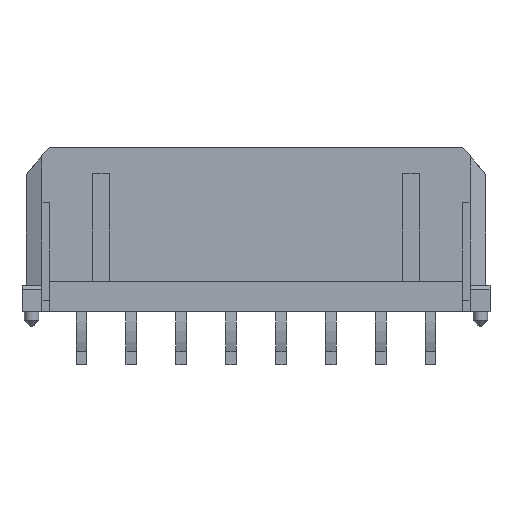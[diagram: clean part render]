
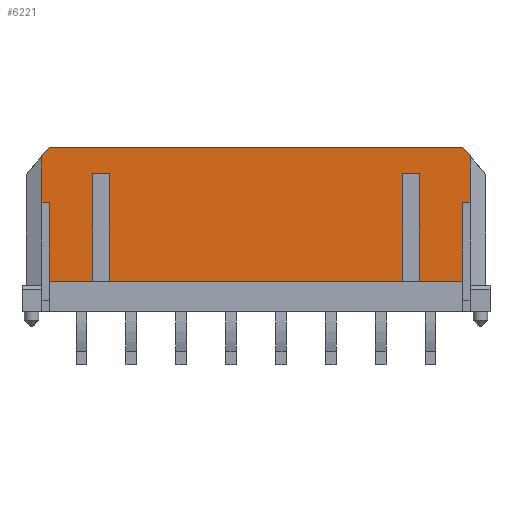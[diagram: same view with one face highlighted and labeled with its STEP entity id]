
A CAD part, front view. The second image highlights one B-rep face of the part: STEP entity #6221.
In plain terms, the highlighted planar face has unit normal (0, -1, 0).
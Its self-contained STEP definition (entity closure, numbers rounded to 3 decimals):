
#437=DIRECTION('',(1.,0.,0.));
#438=VECTOR('',#437,24.881);
#439=CARTESIAN_POINT('',(-12.44,-3.43,4.955));
#440=LINE('',#439,#438);
#797=DIRECTION('',(0.,0.,1.));
#798=VECTOR('',#797,2.822);
#799=CARTESIAN_POINT('',(12.875,-3.43,1.615));
#800=LINE('',#799,#798);
#801=DIRECTION('',(-1.,0.,0.));
#802=VECTOR('',#801,0.45);
#803=CARTESIAN_POINT('',(12.875,-3.43,1.615));
#804=LINE('',#803,#802);
#805=DIRECTION('',(0.,0.,1.));
#806=VECTOR('',#805,4.72);
#807=CARTESIAN_POINT('',(12.425,-3.43,-3.105));
#808=LINE('',#807,#806);
#809=DIRECTION('',(-1.,0.,0.));
#810=VECTOR('',#809,2.6);
#811=CARTESIAN_POINT('',(12.425,-3.43,-3.105));
#812=LINE('',#811,#810);
#813=DIRECTION('',(0.,0.,1.));
#814=VECTOR('',#813,6.46);
#815=CARTESIAN_POINT('',(9.825,-3.43,-3.105));
#816=LINE('',#815,#814);
#817=DIRECTION('',(-1.,0.,0.));
#818=VECTOR('',#817,1.);
#819=CARTESIAN_POINT('',(9.825,-3.43,3.355));
#820=LINE('',#819,#818);
#821=DIRECTION('',(0.,0.,1.));
#822=VECTOR('',#821,6.46);
#823=CARTESIAN_POINT('',(8.825,-3.43,-3.105));
#824=LINE('',#823,#822);
#825=DIRECTION('',(-1.,0.,0.));
#826=VECTOR('',#825,17.65);
#827=CARTESIAN_POINT('',(8.825,-3.43,-3.105));
#828=LINE('',#827,#826);
#829=DIRECTION('',(0.,0.,1.));
#830=VECTOR('',#829,6.46);
#831=CARTESIAN_POINT('',(-8.825,-3.43,-3.105));
#832=LINE('',#831,#830);
#833=DIRECTION('',(-1.,0.,0.));
#834=VECTOR('',#833,1.);
#835=CARTESIAN_POINT('',(-8.825,-3.43,3.355));
#836=LINE('',#835,#834);
#837=DIRECTION('',(0.,0.,1.));
#838=VECTOR('',#837,6.46);
#839=CARTESIAN_POINT('',(-9.825,-3.43,-3.105));
#840=LINE('',#839,#838);
#841=DIRECTION('',(-1.,0.,0.));
#842=VECTOR('',#841,2.6);
#843=CARTESIAN_POINT('',(-9.825,-3.43,-3.105));
#844=LINE('',#843,#842);
#845=DIRECTION('',(0.,0.,1.));
#846=VECTOR('',#845,4.72);
#847=CARTESIAN_POINT('',(-12.425,-3.43,-3.105));
#848=LINE('',#847,#846);
#849=DIRECTION('',(-1.,0.,0.));
#850=VECTOR('',#849,0.45);
#851=CARTESIAN_POINT('',(-12.425,-3.43,1.615));
#852=LINE('',#851,#850);
#853=DIRECTION('',(0.,0.,1.));
#854=VECTOR('',#853,2.822);
#855=CARTESIAN_POINT('',(-12.875,-3.43,1.615));
#856=LINE('',#855,#854);
#857=DIRECTION('',(0.643,0.,0.766));
#858=VECTOR('',#857,0.676);
#859=CARTESIAN_POINT('',(-12.875,-3.43,4.437));
#860=LINE('',#859,#858);
#861=DIRECTION('',(0.643,0.,-0.766));
#862=VECTOR('',#861,0.676);
#863=CARTESIAN_POINT('',(12.44,-3.43,4.955));
#864=LINE('',#863,#862);
#4091=CARTESIAN_POINT('',(12.44,-3.43,4.955));
#4093=VERTEX_POINT('',#4091);
#4099=CARTESIAN_POINT('',(-12.44,-3.43,4.955));
#4101=VERTEX_POINT('',#4099);
#4585=CARTESIAN_POINT('',(9.825,-3.43,-3.105));
#4586=CARTESIAN_POINT('',(9.825,-3.43,3.355));
#4587=VERTEX_POINT('',#4585);
#4588=VERTEX_POINT('',#4586);
#4589=CARTESIAN_POINT('',(8.825,-3.43,3.355));
#4590=VERTEX_POINT('',#4589);
#4591=CARTESIAN_POINT('',(8.825,-3.43,-3.105));
#4592=VERTEX_POINT('',#4591);
#4593=CARTESIAN_POINT('',(-8.825,-3.43,-3.105));
#4594=CARTESIAN_POINT('',(-8.825,-3.43,3.355));
#4595=VERTEX_POINT('',#4593);
#4596=VERTEX_POINT('',#4594);
#4597=CARTESIAN_POINT('',(-9.825,-3.43,3.355));
#4598=VERTEX_POINT('',#4597);
#4599=CARTESIAN_POINT('',(-9.825,-3.43,-3.105));
#4600=VERTEX_POINT('',#4599);
#4715=CARTESIAN_POINT('',(-12.425,-3.43,-3.105));
#4716=CARTESIAN_POINT('',(-12.425,-3.43,1.615));
#4717=VERTEX_POINT('',#4715);
#4718=VERTEX_POINT('',#4716);
#4719=CARTESIAN_POINT('',(12.425,-3.43,-3.105));
#4720=CARTESIAN_POINT('',(12.425,-3.43,1.615));
#4721=VERTEX_POINT('',#4719);
#4722=VERTEX_POINT('',#4720);
#4751=CARTESIAN_POINT('',(12.875,-3.43,1.615));
#4752=CARTESIAN_POINT('',(12.875,-3.43,4.437));
#4753=VERTEX_POINT('',#4751);
#4754=VERTEX_POINT('',#4752);
#4755=CARTESIAN_POINT('',(-12.875,-3.43,1.615));
#4756=CARTESIAN_POINT('',(-12.875,-3.43,4.437));
#4757=VERTEX_POINT('',#4755);
#4758=VERTEX_POINT('',#4756);
#6181=CARTESIAN_POINT('',(-13.825,-3.43,-4.955));
#6182=DIRECTION('',(0.,-1.,0.));
#6183=DIRECTION('',(1.,0.,0.));
#6184=AXIS2_PLACEMENT_3D('',#6181,#6182,#6183);
#6185=PLANE('',#6184);
#6187=ORIENTED_EDGE('',*,*,#6186,.F.);
#6189=ORIENTED_EDGE('',*,*,#6188,.T.);
#6191=ORIENTED_EDGE('',*,*,#6190,.F.);
#6193=ORIENTED_EDGE('',*,*,#6192,.T.);
#6195=ORIENTED_EDGE('',*,*,#6194,.T.);
#6197=ORIENTED_EDGE('',*,*,#6196,.T.);
#6199=ORIENTED_EDGE('',*,*,#6198,.F.);
#6201=ORIENTED_EDGE('',*,*,#6200,.T.);
#6203=ORIENTED_EDGE('',*,*,#6202,.T.);
#6205=ORIENTED_EDGE('',*,*,#6204,.T.);
#6207=ORIENTED_EDGE('',*,*,#6206,.F.);
#6209=ORIENTED_EDGE('',*,*,#6208,.T.);
#6211=ORIENTED_EDGE('',*,*,#6210,.T.);
#6213=ORIENTED_EDGE('',*,*,#6212,.T.);
#6215=ORIENTED_EDGE('',*,*,#6214,.T.);
#6216=ORIENTED_EDGE('',*,*,#5945,.T.);
#6217=ORIENTED_EDGE('',*,*,#5971,.T.);
#6218=ORIENTED_EDGE('',*,*,#5663,.T.);
#6219=EDGE_LOOP('',(#6187,#6189,#6191,#6193,#6195,#6197,#6199,#6201,#6203,#6205,
#6207,#6209,#6211,#6213,#6215,#6216,#6217,#6218));
#6220=FACE_OUTER_BOUND('',#6219,.F.);
#6221=ADVANCED_FACE('',(#6220),#6185,.T.);
#5663=EDGE_CURVE('',#4093,#4754,#864,.T.);
#5945=EDGE_CURVE('',#4758,#4101,#860,.T.);
#5971=EDGE_CURVE('',#4101,#4093,#440,.T.);
#6186=EDGE_CURVE('',#4753,#4754,#800,.T.);
#6188=EDGE_CURVE('',#4753,#4722,#804,.T.);
#6190=EDGE_CURVE('',#4721,#4722,#808,.T.);
#6192=EDGE_CURVE('',#4721,#4587,#812,.T.);
#6194=EDGE_CURVE('',#4587,#4588,#816,.T.);
#6196=EDGE_CURVE('',#4588,#4590,#820,.T.);
#6198=EDGE_CURVE('',#4592,#4590,#824,.T.);
#6200=EDGE_CURVE('',#4592,#4595,#828,.T.);
#6202=EDGE_CURVE('',#4595,#4596,#832,.T.);
#6204=EDGE_CURVE('',#4596,#4598,#836,.T.);
#6206=EDGE_CURVE('',#4600,#4598,#840,.T.);
#6208=EDGE_CURVE('',#4600,#4717,#844,.T.);
#6210=EDGE_CURVE('',#4717,#4718,#848,.T.);
#6212=EDGE_CURVE('',#4718,#4757,#852,.T.);
#6214=EDGE_CURVE('',#4757,#4758,#856,.T.);
